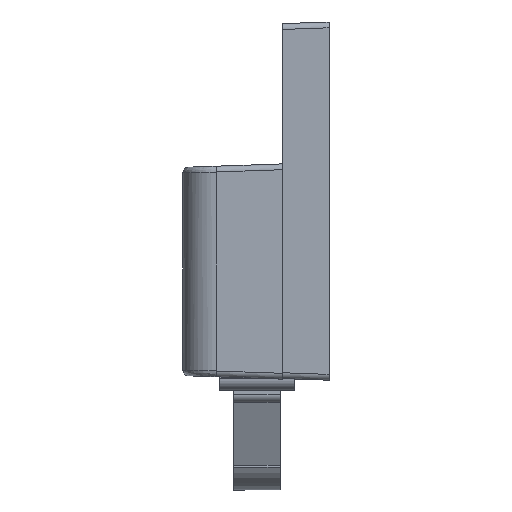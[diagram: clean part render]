
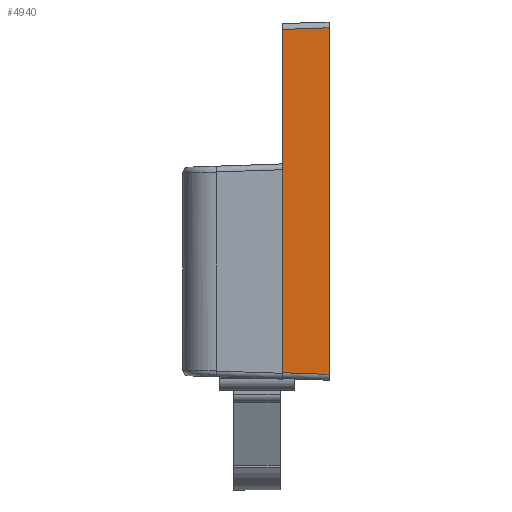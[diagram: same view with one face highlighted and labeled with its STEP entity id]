
A CAD part, left-side view. The second image highlights one B-rep face of the part: STEP entity #4940.
In plain terms, the highlighted planar face has unit normal (-0.999, 0.035, 0).
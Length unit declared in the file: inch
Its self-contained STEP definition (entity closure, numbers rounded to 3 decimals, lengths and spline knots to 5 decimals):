
#249=PLANE('',#5472);
#595=FACE_OUTER_BOUND('',#890,.T.);
#890=EDGE_LOOP('',(#4458,#4459,#4460,#4461));
#1271=LINE('',#10275,#1712);
#1286=LINE('',#10446,#1727);
#1287=LINE('',#10449,#1728);
#1323=LINE('',#10672,#1764);
#1712=VECTOR('',#6539,1.16144);
#1727=VECTOR('',#6616,0.15767);
#1728=VECTOR('',#6619,1.17244);
#1764=VECTOR('',#6717,0.15767);
#2371=VERTEX_POINT('',#10272);
#2372=VERTEX_POINT('',#10274);
#2395=VERTEX_POINT('',#10444);
#2396=VERTEX_POINT('',#10448);
#3035=EDGE_CURVE('',#2372,#2371,#1271,.T.);
#3069=EDGE_CURVE('',#2371,#2395,#1286,.T.);
#3070=EDGE_CURVE('',#2396,#2395,#1287,.T.);
#3128=EDGE_CURVE('',#2396,#2372,#1323,.T.);
#4458=ORIENTED_EDGE('',*,*,#3035,.T.);
#4459=ORIENTED_EDGE('',*,*,#3069,.T.);
#4460=ORIENTED_EDGE('',*,*,#3070,.F.);
#4461=ORIENTED_EDGE('',*,*,#3128,.T.);
#4940=ADVANCED_FACE('',(#595),#249,.T.);
#5472=AXIS2_PLACEMENT_3D('',#10673,#6718,#6719);
#6539=DIRECTION('',(0.,0.,-1.));
#6616=DIRECTION('',(-0.035,-0.999,-0.035));
#6619=DIRECTION('',(0.,0.,-1.));
#6717=DIRECTION('',(0.035,0.999,-0.035));
#6718=DIRECTION('center_axis',(-0.999,0.035,0.));
#6719=DIRECTION('ref_axis',(0.,0.,1.));
#10272=CARTESIAN_POINT('',(-0.62289,0.07874,-1.10237));
#10274=CARTESIAN_POINT('',(-0.62289,0.07874,0.05907));
#10275=CARTESIAN_POINT('',(-0.62289,0.07874,0.05907));
#10444=CARTESIAN_POINT('',(-0.62839,-0.07874,-1.10787));
#10446=CARTESIAN_POINT('',(-0.62289,0.07874,-1.10237));
#10448=CARTESIAN_POINT('',(-0.62839,-0.07874,0.06457));
#10449=CARTESIAN_POINT('',(-0.62839,-0.07874,0.06457));
#10672=CARTESIAN_POINT('',(-0.62839,-0.07874,0.06457));
#10673=CARTESIAN_POINT('Origin',(-0.62289,0.07874,
0.09999));
